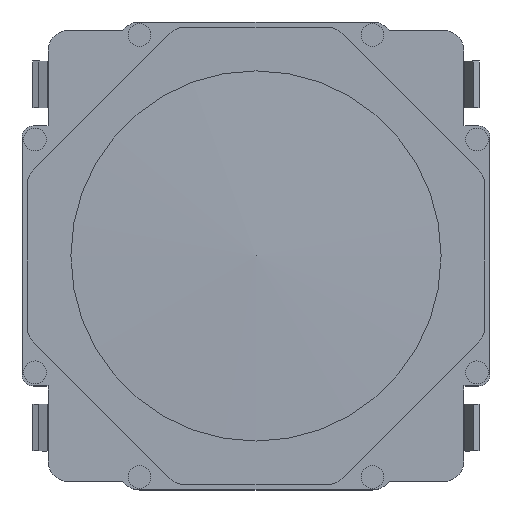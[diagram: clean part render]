
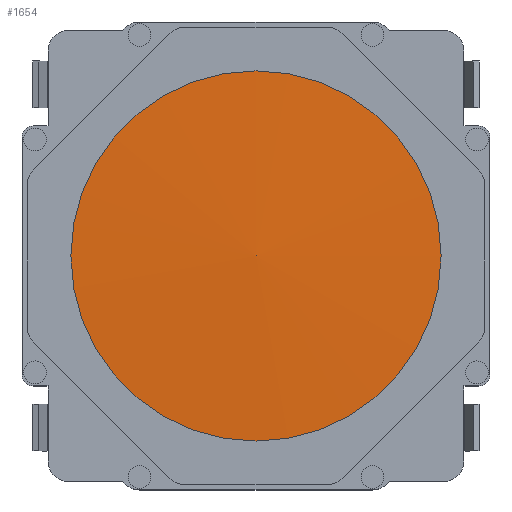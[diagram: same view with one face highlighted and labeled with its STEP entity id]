
A CAD part, top view. The second image highlights one B-rep face of the part: STEP entity #1654.
In plain terms, the highlighted spherical face has radius 35.227 mm.
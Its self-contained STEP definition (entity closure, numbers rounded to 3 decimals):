
#1231 = EDGE_CURVE('',#1232,#1234,#1236,.T.);
#1232 = VERTEX_POINT('',#1233);
#1233 = CARTESIAN_POINT('',(0.,1.78,0.355));
#1234 = VERTEX_POINT('',#1235);
#1235 = CARTESIAN_POINT('',(0.,-1.78,0.355));
#1236 = CIRCLE('',#1237,1.78);
#1237 = AXIS2_PLACEMENT_3D('',#1238,#1239,#1240);
#1238 = CARTESIAN_POINT('',(0.,0.,0.355));
#1239 = DIRECTION('',(0.,0.,1.));
#1240 = DIRECTION('',(0.,1.,0.));
#1242 = EDGE_CURVE('',#1243,#1232,#1245,.T.);
#1243 = VERTEX_POINT('',#1244);
#1244 = CARTESIAN_POINT('',(1.78,0.,0.355));
#1245 = CIRCLE('',#1246,1.78);
#1246 = AXIS2_PLACEMENT_3D('',#1247,#1248,#1249);
#1247 = CARTESIAN_POINT('',(0.,0.,0.355));
#1248 = DIRECTION('',(0.,0.,1.));
#1249 = DIRECTION('',(0.,1.,0.));
#1251 = EDGE_CURVE('',#1234,#1243,#1252,.T.);
#1252 = CIRCLE('',#1253,1.78);
#1253 = AXIS2_PLACEMENT_3D('',#1254,#1255,#1256);
#1254 = CARTESIAN_POINT('',(0.,0.,0.355));
#1255 = DIRECTION('',(0.,0.,1.));
#1256 = DIRECTION('',(0.,1.,0.));
#1654 = ADVANCED_FACE('',(#1655),#1670,.T.);
#1655 = FACE_BOUND('',#1656,.T.);
#1656 = EDGE_LOOP('',(#1657,#1658,#1659,#1668,#1669));
#1657 = ORIENTED_EDGE('',*,*,#1231,.T.);
#1658 = ORIENTED_EDGE('',*,*,#1251,.T.);
#1659 = ORIENTED_EDGE('',*,*,#1660,.T.);
#1660 = EDGE_CURVE('',#1243,#1661,#1663,.T.);
#1661 = VERTEX_POINT('',#1662);
#1662 = CARTESIAN_POINT('',(0.,0.,0.4));
#1663 = B_SPLINE_CURVE_WITH_KNOTS('',3,(#1664,#1665,#1666,#1667),
  .UNSPECIFIED.,.F.,.F.,(4,4),(1.52,1.571),
  .PIECEWISE_BEZIER_KNOTS.);
#1664 = CARTESIAN_POINT('',(1.78,0.,0.355));
#1665 = CARTESIAN_POINT('',(1.187,0.,
    0.385));
#1666 = CARTESIAN_POINT('',(0.594,0.,0.4));
#1667 = CARTESIAN_POINT('',(0.,0.,0.4));
#1668 = ORIENTED_EDGE('',*,*,#1660,.F.);
#1669 = ORIENTED_EDGE('',*,*,#1242,.T.);
#1670 = SPHERICAL_SURFACE('',#1671,35.227);
#1671 = AXIS2_PLACEMENT_3D('',#1672,#1673,#1674);
#1672 = CARTESIAN_POINT('',(0.,0.,-34.827));
#1673 = DIRECTION('',(0.,0.,1.));
#1674 = DIRECTION('',(1.,0.,0.));
